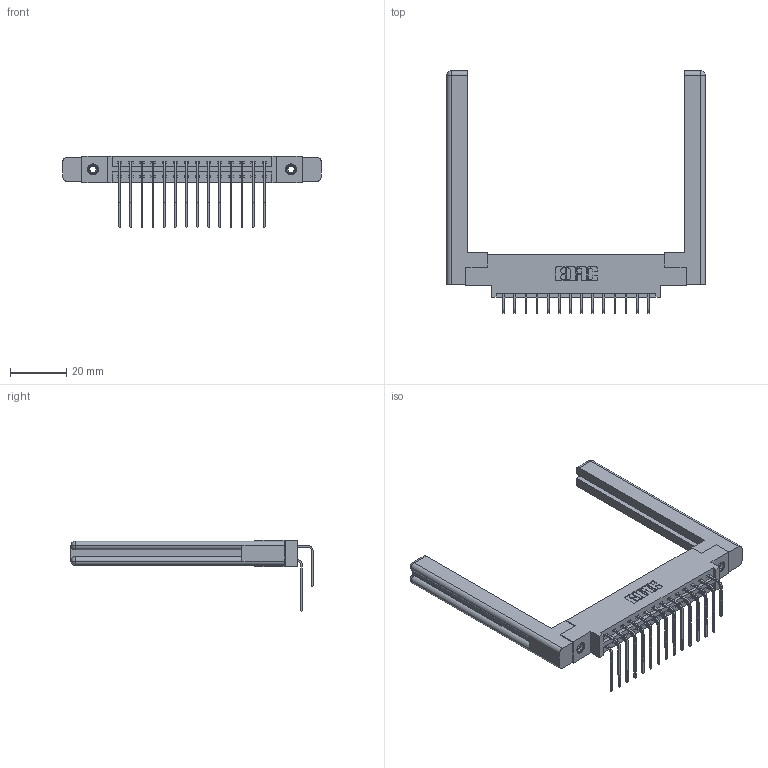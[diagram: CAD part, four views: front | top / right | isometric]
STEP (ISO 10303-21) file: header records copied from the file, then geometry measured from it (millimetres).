
FILE_DESCRIPTION (( 'STEP AP203' ), '1' );
FILE_NAME ('337-028-559-858.STEP', '2019-10-10T23:12:51', ( '' ), ( '' ), 'SwSTEP 2.0', 'SolidWorks 2016', '' );
FILE_SCHEMA (( 'CONFIG_CONTROL_DESIGN' ));
Length unit declared in the file: inch
Products named in the file (6): 345-292-001_558 559 Tail - 1; 345-250-001_345-250-001-102; 337-028-559-858; 337 Part_0.170 Offset - 0.156 Dia-TI; 345-292-001_559 Tail - 2; 307-220-058
Assembly tree (33 placements, depth 2):
  337-028-559-858
    337 Part_0.170 Offset - 0.156 Dia-TI
    345-292-001_558 559 Tail - 1  x14
    345-292-001_559 Tail - 2  x14
    345-250-001_345-250-001-102  x2
    307-220-058  x2
Bounding box: 92.1 x 86.3 x 25.53 mm (x, y, z)
Volume: 16519.9 mm3; surface area: 16295 mm2
Topology: 33 solids, 33 shells, 1828 faces, 5353 edges, 3518 vertices
Faces by surface type: plane 1278, cylinder 526, cone 12, torus 12
Entity records: 19026 total; most frequent: CARTESIAN_POINT 3284, ORIENTED_EDGE 3108, DIRECTION 2842, EDGE_CURVE 1554, VECTOR 1338, LINE 1338, VERTEX_POINT 1026, AXIS2_PLACEMENT_3D 752
